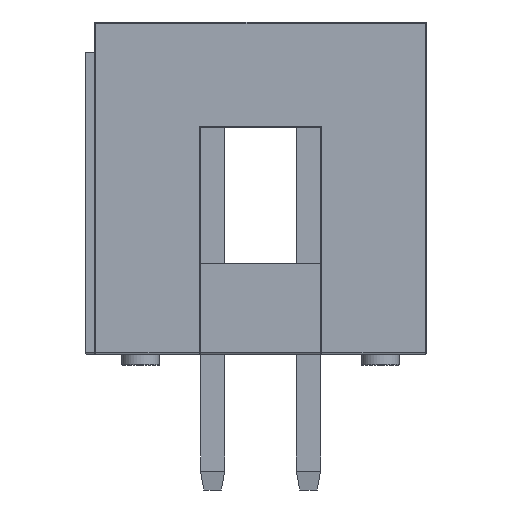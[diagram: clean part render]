
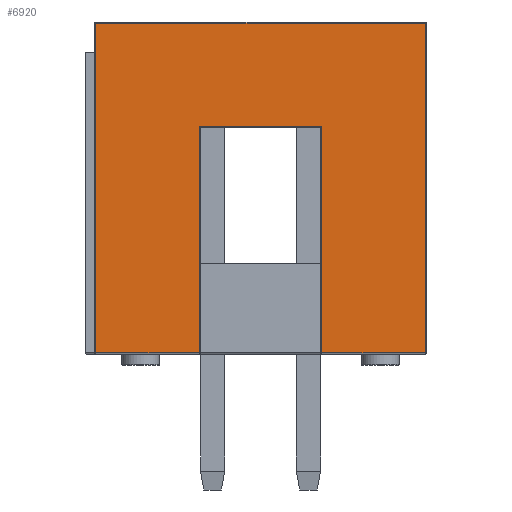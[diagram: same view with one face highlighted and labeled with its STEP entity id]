
A CAD part, left-side view. The second image highlights one B-rep face of the part: STEP entity #6920.
In plain terms, the highlighted planar face has unit normal (-1, 0, 0).
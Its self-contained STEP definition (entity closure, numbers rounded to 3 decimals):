
#1276=ORIENTED_EDGE('',*,*,#1892,.T.);
#1277=ORIENTED_EDGE('',*,*,#1887,.T.);
#1278=ORIENTED_EDGE('',*,*,#2116,.T.);
#1279=ORIENTED_EDGE('',*,*,#2045,.T.);
#1280=ORIENTED_EDGE('',*,*,#2037,.T.);
#1281=ORIENTED_EDGE('',*,*,#2031,.T.);
#1282=ORIENTED_EDGE('',*,*,#1954,.T.);
#1283=ORIENTED_EDGE('',*,*,#1898,.T.);
#1887=EDGE_CURVE('',#2375,#2378,#2924,.F.);
#1892=EDGE_CURVE('',#2380,#2375,#2926,.F.);
#1898=EDGE_CURVE('',#2384,#2380,#2930,.F.);
#1954=EDGE_CURVE('',#2415,#2384,#2968,.F.);
#2031=EDGE_CURVE('',#2466,#2415,#3020,.F.);
#2037=EDGE_CURVE('',#2468,#2466,#3022,.F.);
#2045=EDGE_CURVE('',#2422,#2468,#3025,.T.);
#2116=EDGE_CURVE('',#2378,#2422,#3079,.T.);
#2375=VERTEX_POINT('',#9496);
#2378=VERTEX_POINT('',#9501);
#2380=VERTEX_POINT('',#9509);
#2384=VERTEX_POINT('',#9521);
#2415=VERTEX_POINT('',#9625);
#2422=VERTEX_POINT('',#9647);
#2466=VERTEX_POINT('',#9796);
#2468=VERTEX_POINT('',#9804);
#2924=LINE('',#9502,#3487);
#2926=LINE('',#9512,#3489);
#2930=LINE('',#9524,#3493);
#2968=LINE('',#9635,#3531);
#3020=LINE('',#9795,#3583);
#3022=LINE('',#9807,#3585);
#3025=LINE('',#9823,#3588);
#3079=LINE('',#9960,#3642);
#3487=VECTOR('',#8103,1000.);
#3489=VECTOR('',#8115,1000.);
#3493=VECTOR('',#8127,1000.);
#3531=VECTOR('',#8247,1000.);
#3583=VECTOR('',#8419,1000.);
#3585=VECTOR('',#8433,1000.);
#3588=VECTOR('',#8454,1000.);
#3642=VECTOR('',#8600,1000.);
#3926=EDGE_LOOP('',(#1276,#1277,#1278,#1279,#1280,#1281,#1282,#1283));
#4263=FACE_BOUND('',#3926,.T.);
#4540=PLANE('',#7300);
#6920=ADVANCED_FACE('',(#4263),#4540,.F.);
#7300=AXIS2_PLACEMENT_3D('',#9959,#8598,#8599);
#8103=DIRECTION('',(0.,0.,1.));
#8115=DIRECTION('',(0.,1.,0.));
#8127=DIRECTION('',(0.,0.,-1.));
#8247=DIRECTION('',(0.,1.,0.));
#8419=DIRECTION('',(0.,0.,1.));
#8433=DIRECTION('',(0.,-1.,0.));
#8454=DIRECTION('',(0.,0.,1.));
#8598=DIRECTION('',(1.,0.,0.));
#8599=DIRECTION('',(0.,1.,0.));
#8600=DIRECTION('',(0.,-1.,0.));
#9496=CARTESIAN_POINT('',(-10.15,-1.623,6.033));
#9501=CARTESIAN_POINT('',(-10.15,-1.623,0.032));
#9502=CARTESIAN_POINT('',(-10.15,-1.623,8.8));
#9509=CARTESIAN_POINT('',(-10.15,1.623,6.033));
#9512=CARTESIAN_POINT('',(-10.15,0.,6.033));
#9521=CARTESIAN_POINT('',(-10.15,1.623,0.033));
#9524=CARTESIAN_POINT('',(-10.15,1.623,8.8));
#9625=CARTESIAN_POINT('',(-10.15,4.368,0.032));
#9635=CARTESIAN_POINT('',(-10.15,4.4,0.032));
#9647=CARTESIAN_POINT('',(-10.15,-4.368,0.032));
#9795=CARTESIAN_POINT('',(-10.15,4.368,8.8));
#9796=CARTESIAN_POINT('',(-10.15,4.368,8.768));
#9804=CARTESIAN_POINT('',(-10.15,-4.368,8.768));
#9807=CARTESIAN_POINT('',(-10.15,0.,8.768));
#9823=CARTESIAN_POINT('',(-10.15,-4.368,8.8));
#9959=CARTESIAN_POINT('',(-10.15,4.4,8.8));
#9960=CARTESIAN_POINT('',(-10.15,4.4,0.032));
